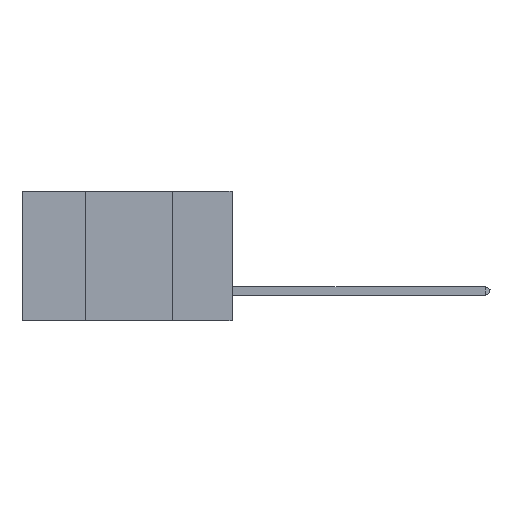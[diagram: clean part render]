
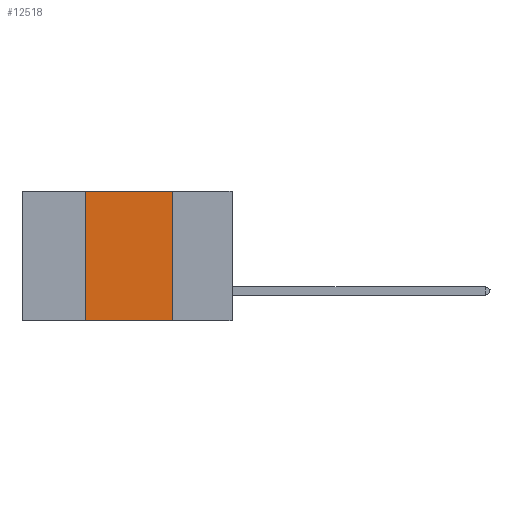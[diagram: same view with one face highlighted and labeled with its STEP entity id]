
A CAD part, left-side view. The second image highlights one B-rep face of the part: STEP entity #12518.
In plain terms, the highlighted planar face has unit normal (-1, 0, 0).
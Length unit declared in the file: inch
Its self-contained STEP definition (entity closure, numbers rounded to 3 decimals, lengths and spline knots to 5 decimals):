
#1483 = ORIENTED_EDGE ( 'NONE', *, *, #29740, .T. ) ;
#1814 = VERTEX_POINT ( 'NONE', #15518 ) ;
#5956 = DIRECTION ( 'NONE',  ( 0., 0., 1. ) ) ;
#6480 = LINE ( 'NONE', #24779, #21851 ) ;
#8924 = CARTESIAN_POINT ( 'NONE',  ( 0., 0.6, -0.37 ) ) ;
#12136 = ORIENTED_EDGE ( 'NONE', *, *, #39308, .F. ) ;
#12518 = ADVANCED_FACE ( 'NONE', ( #16641 ), #13708, .F. ) ;
#13708 = PLANE ( 'NONE',  #30410 ) ;
#15450 = EDGE_CURVE ( 'NONE', #43247, #1814, #6480, .T. ) ;
#15518 = CARTESIAN_POINT ( 'NONE',  ( 0., 0.17, -0.37 ) ) ;
#16641 = FACE_OUTER_BOUND ( 'NONE', #30956, .T. ) ;
#17204 = VECTOR ( 'NONE', #35393, 39.37008 ) ;
#18430 = LINE ( 'NONE', #48024, #35510 ) ;
#20192 = DIRECTION ( 'NONE',  ( 0., 0., -1. ) ) ;
#20345 = ORIENTED_EDGE ( 'NONE', *, *, #46571, .F. ) ;
#20771 = DIRECTION ( 'NONE',  ( 1., 0., 0. ) ) ;
#21545 = LINE ( 'NONE', #32455, #44514 ) ;
#21851 = VECTOR ( 'NONE', #20192, 39.37008 ) ;
#24779 = CARTESIAN_POINT ( 'NONE',  ( 0., 0.17, 0. ) ) ;
#26200 = LINE ( 'NONE', #8924, #17204 ) ;
#26843 = DIRECTION ( 'NONE',  ( 0., -1., 0. ) ) ;
#29276 = CARTESIAN_POINT ( 'NONE',  ( 0., 0.42, 0. ) ) ;
#29740 = EDGE_CURVE ( 'NONE', #40930, #1814, #26200, .T. ) ;
#30410 = AXIS2_PLACEMENT_3D ( 'NONE', #43342, #20771, #32242 ) ;
#30491 = VERTEX_POINT ( 'NONE', #29276 ) ;
#30956 = EDGE_LOOP ( 'NONE', ( #45944, #20345, #12136, #1483 ) ) ;
#32242 = DIRECTION ( 'NONE',  ( 0., 0., -1. ) ) ;
#32455 = CARTESIAN_POINT ( 'NONE',  ( 0., 0.42, 0. ) ) ;
#34777 = CARTESIAN_POINT ( 'NONE',  ( 0., 0.42, -0.37 ) ) ;
#35393 = DIRECTION ( 'NONE',  ( 0., -1., 0. ) ) ;
#35510 = VECTOR ( 'NONE', #26843, 39.37008 ) ;
#39308 = EDGE_CURVE ( 'NONE', #40930, #30491, #21545, .T. ) ;
#40148 = CARTESIAN_POINT ( 'NONE',  ( 0., 0.17, 0. ) ) ;
#40930 = VERTEX_POINT ( 'NONE', #34777 ) ;
#43247 = VERTEX_POINT ( 'NONE', #40148 ) ;
#43342 = CARTESIAN_POINT ( 'NONE',  ( 0., 0.6, 0. ) ) ;
#44514 = VECTOR ( 'NONE', #5956, 39.37008 ) ;
#45944 = ORIENTED_EDGE ( 'NONE', *, *, #15450, .F. ) ;
#46571 = EDGE_CURVE ( 'NONE', #30491, #43247, #18430, .T. ) ;
#48024 = CARTESIAN_POINT ( 'NONE',  ( 0., 0.6, 0. ) ) ;
